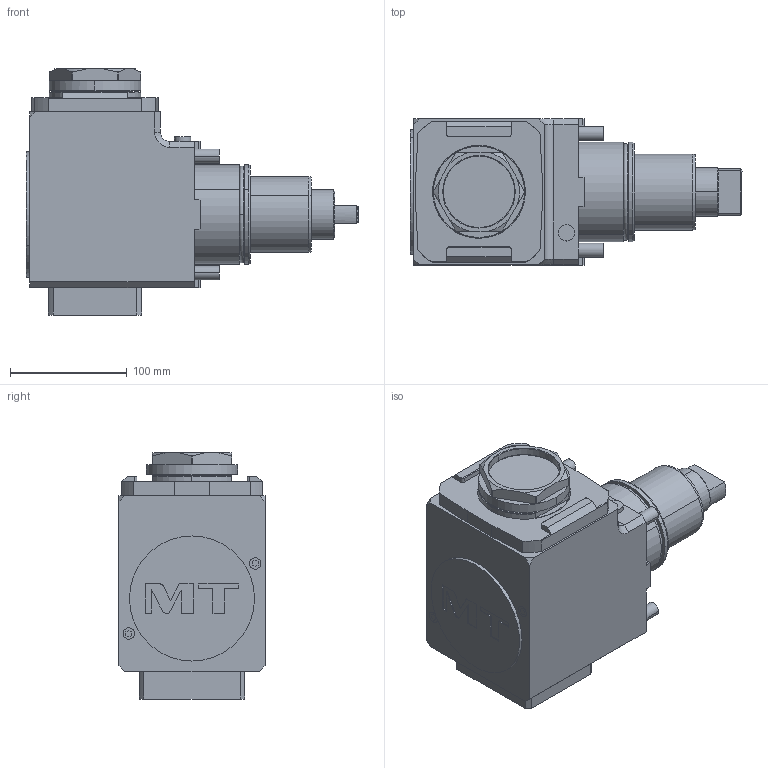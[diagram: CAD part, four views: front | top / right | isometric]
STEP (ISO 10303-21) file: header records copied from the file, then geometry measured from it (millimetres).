
FILE_DESCRIPTION((''),'2;1');
FILE_NAME('DWO2990263_CONF','2023-05-25T10:36:54',('gvalli'),('M.T. srl'),'CREO PARAMETRIC BY PTC INC, 2021072','CREO PARAMETRIC BY PTC INC, 2021072','');
FILE_SCHEMA(('CONFIG_CONTROL_DESIGN'));
Length unit declared in the file: millimetre
Products named in the file (1): DWO2990263_CONF
Bounding box: 284 x 125 x 210.5 mm (x, y, z)
Volume: 3487277 mm3; surface area: 187303.2 mm2
Topology: 2 solids, 2 shells, 269 faces, 668 edges, 432 vertices
Faces by surface type: plane 158, cylinder 71, cone 28, torus 10, extrusion 2
Entity records: 8307 total; most frequent: CARTESIAN_POINT 1744, DIRECTION 1370, ORIENTED_EDGE 1336, EDGE_CURVE 668, AXIS2_PLACEMENT_3D 469, VECTOR 432, VERTEX_POINT 432, LINE 430
